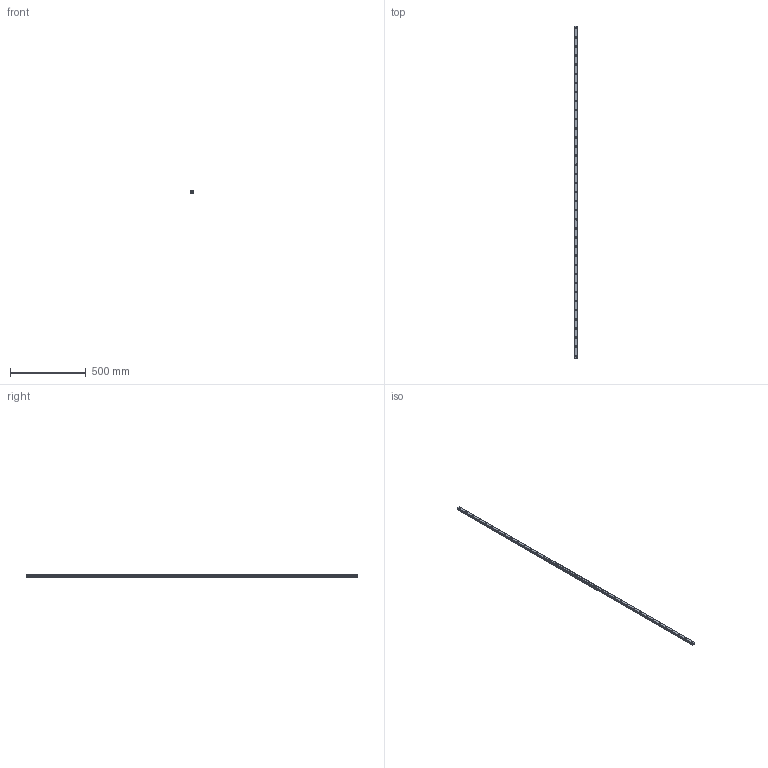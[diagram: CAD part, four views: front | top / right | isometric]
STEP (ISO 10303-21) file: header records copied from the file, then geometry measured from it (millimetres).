
FILE_DESCRIPTION(('STEP AP214'),'1');
FILE_NAME('cctmp_A11067DB-1C56-4550-BFA1-F303E13CEDB8_2021_02_04_08_46_57_0041..stp','2021-02-04T07:46:57',('HIWIN GmbH'),('CADClick - www.CADClick.com'),'Spatial InterOp 3D',' ','unknown authorization');
FILE_SCHEMA(('AUTOMOTIVE_DESIGN'));
Length unit declared in the file: millimetre
Products named in the file (1): EGR20R2190C_FILE
Bounding box: 20 x 2190 x 15.5 mm (x, y, z)
Volume: 587330.8 mm3; surface area: 175478.2 mm2
Topology: 1 solids, 1 shells, 547 faces, 1253 edges, 786 vertices
Faces by surface type: plane 307, cylinder 240
Entity records: 19911 total; most frequent: DIRECTION 2977, CARTESIAN_POINT 2587, ORIENTED_EDGE 2506, EDGE_CURVE 1253, AXIS2_PLACEMENT_3D 1176, VERTEX_POINT 786, EDGE_LOOP 625, LINE 625
